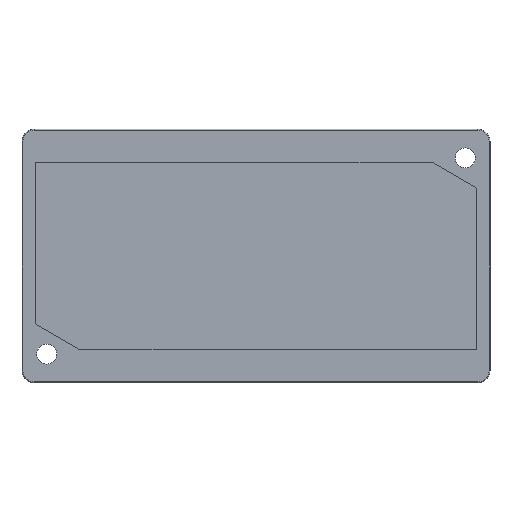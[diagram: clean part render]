
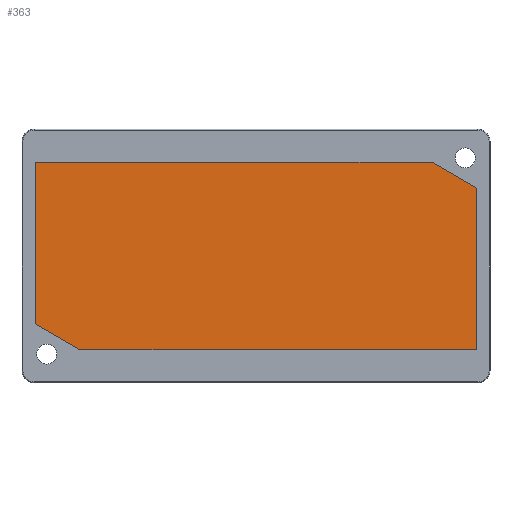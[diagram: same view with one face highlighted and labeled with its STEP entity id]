
A CAD part, top view. The second image highlights one B-rep face of the part: STEP entity #363.
In plain terms, the highlighted planar face has unit normal (0, 0, 1).
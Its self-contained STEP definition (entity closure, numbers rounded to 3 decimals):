
#8 = EDGE_CURVE ( 'NONE', #1121, #303, #694, .T. ) ;
#17 = CARTESIAN_POINT ( 'NONE',  ( 49.99, 25.446, 8.5 ) ) ;
#27 = VECTOR ( 'NONE', #1109, 1000. ) ;
#51 = VECTOR ( 'NONE', #1147, 1000. ) ;
#60 = AXIS2_PLACEMENT_3D ( 'NONE', #364, #73, #927 ) ;
#73 = DIRECTION ( 'NONE',  ( 0., 0., -1. ) ) ;
#112 = DIRECTION ( 'NONE',  ( -0.866, 0.5, 0. ) ) ;
#156 = VECTOR ( 'NONE', #1187, 1000. ) ;
#163 = CARTESIAN_POINT ( 'NONE',  ( 49.99, -7.254, 8.5 ) ) ;
#213 = ORIENTED_EDGE ( 'NONE', *, *, #1151, .T. ) ;
#216 = VERTEX_POINT ( 'NONE', #960 ) ;
#222 = VERTEX_POINT ( 'NONE', #774 ) ;
#243 = EDGE_CURVE ( 'NONE', #318, #222, #1055, .T. ) ;
#285 = CARTESIAN_POINT ( 'NONE',  ( 40.983, 30.646, 8.5 ) ) ;
#303 = VERTEX_POINT ( 'NONE', #438 ) ;
#313 = ORIENTED_EDGE ( 'NONE', *, *, #528, .T. ) ;
#318 = VERTEX_POINT ( 'NONE', #818 ) ;
#322 = EDGE_CURVE ( 'NONE', #216, #1121, #825, .T. ) ;
#342 = CARTESIAN_POINT ( 'NONE',  ( -30.304, -7.254, 8.5 ) ) ;
#363 = ADVANCED_FACE ( 'NONE', ( #572 ), #936, .F. ) ;
#364 = CARTESIAN_POINT ( 'NONE',  ( 0., 0., 8.5 ) ) ;
#396 = LINE ( 'NONE', #285, #51 ) ;
#438 = CARTESIAN_POINT ( 'NONE',  ( 49.99, -7.254, 8.5 ) ) ;
#448 = VECTOR ( 'NONE', #1025, 1000. ) ;
#528 = EDGE_CURVE ( 'NONE', #303, #318, #571, .T. ) ;
#543 = VECTOR ( 'NONE', #112, 1000. ) ;
#571 = LINE ( 'NONE', #948, #1085 ) ;
#572 = FACE_OUTER_BOUND ( 'NONE', #610, .T. ) ;
#610 = EDGE_LOOP ( 'NONE', ( #313, #1179, #213, #1058, #897, #775 ) ) ;
#668 = CARTESIAN_POINT ( 'NONE',  ( -30.304, -7.254, 8.5 ) ) ;
#694 = LINE ( 'NONE', #163, #448 ) ;
#774 = CARTESIAN_POINT ( 'NONE',  ( 40.983, 30.646, 8.5 ) ) ;
#775 = ORIENTED_EDGE ( 'NONE', *, *, #8, .T. ) ;
#818 = CARTESIAN_POINT ( 'NONE',  ( 49.99, 25.446, 8.5 ) ) ;
#825 = LINE ( 'NONE', #342, #27 ) ;
#873 = CARTESIAN_POINT ( 'NONE',  ( -39.31, 30.646, 8.5 ) ) ;
#897 = ORIENTED_EDGE ( 'NONE', *, *, #322, .T. ) ;
#927 = DIRECTION ( 'NONE',  ( -1., 0., 0. ) ) ;
#936 = PLANE ( 'NONE',  #60 ) ;
#948 = CARTESIAN_POINT ( 'NONE',  ( 49.99, 25.446, 8.5 ) ) ;
#960 = CARTESIAN_POINT ( 'NONE',  ( -39.31, -2.054, 8.5 ) ) ;
#1025 = DIRECTION ( 'NONE',  ( 1., 0., 0. ) ) ;
#1053 = LINE ( 'NONE', #873, #156 ) ;
#1055 = LINE ( 'NONE', #17, #543 ) ;
#1058 = ORIENTED_EDGE ( 'NONE', *, *, #1188, .T. ) ;
#1085 = VECTOR ( 'NONE', #1150, 1000. ) ;
#1109 = DIRECTION ( 'NONE',  ( 0.866, -0.5, 0. ) ) ;
#1121 = VERTEX_POINT ( 'NONE', #668 ) ;
#1147 = DIRECTION ( 'NONE',  ( -1., 0., 0. ) ) ;
#1150 = DIRECTION ( 'NONE',  ( 0., 1., 0. ) ) ;
#1151 = EDGE_CURVE ( 'NONE', #222, #1236, #396, .T. ) ;
#1179 = ORIENTED_EDGE ( 'NONE', *, *, #243, .T. ) ;
#1181 = CARTESIAN_POINT ( 'NONE',  ( -39.31, 30.646, 8.5 ) ) ;
#1187 = DIRECTION ( 'NONE',  ( 0., -1., 0. ) ) ;
#1188 = EDGE_CURVE ( 'NONE', #1236, #216, #1053, .T. ) ;
#1236 = VERTEX_POINT ( 'NONE', #1181 ) ;
